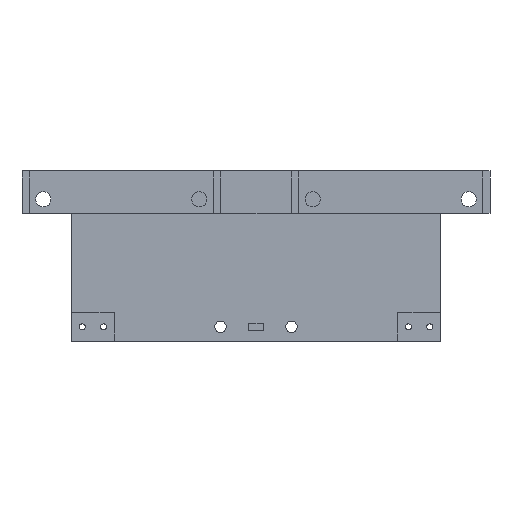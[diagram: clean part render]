
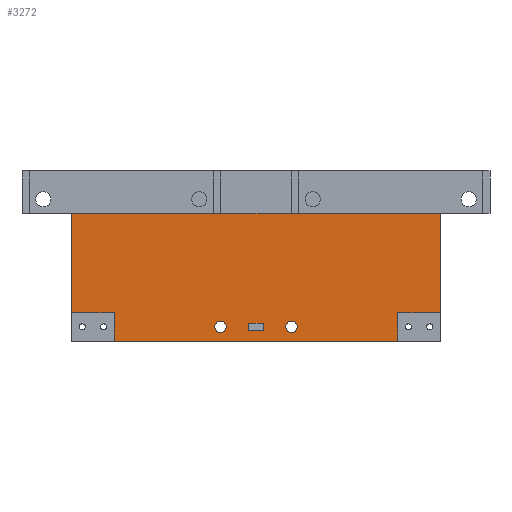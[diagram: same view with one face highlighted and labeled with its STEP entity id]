
A CAD part, front view. The second image highlights one B-rep face of the part: STEP entity #3272.
In plain terms, the highlighted planar face has unit normal (0, -1, 0).
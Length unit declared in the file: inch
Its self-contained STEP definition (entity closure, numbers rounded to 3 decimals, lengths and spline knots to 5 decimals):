
#8 = CIRCLE ( 'NONE', #2737, 0.1005 ) ;
#17 = CARTESIAN_POINT ( 'NONE',  ( 3.25, 4.125, -1.75 ) ) ;
#47 = ORIENTED_EDGE ( 'NONE', *, *, #2589, .T. ) ;
#58 = CARTESIAN_POINT ( 'NONE',  ( 3.25, 4.125, -2.25 ) ) ;
#165 = VECTOR ( 'NONE', #3236, 39.37008 ) ;
#191 = CARTESIAN_POINT ( 'NONE',  ( -2.5, 4.125, -1.75 ) ) ;
#221 = DIRECTION ( 'NONE',  ( 0., 1., 0. ) ) ;
#224 = VERTEX_POINT ( 'NONE', #17 ) ;
#236 = VECTOR ( 'NONE', #2450, 39.37008 ) ;
#251 = EDGE_CURVE ( 'NONE', #3027, #382, #3519, .T. ) ;
#258 = AXIS2_PLACEMENT_3D ( 'NONE', #2712, #3048, #527 ) ;
#298 = FACE_BOUND ( 'NONE', #3016, .T. ) ;
#308 = DIRECTION ( 'NONE',  ( -1., 0., 0. ) ) ;
#342 = ORIENTED_EDGE ( 'NONE', *, *, #3124, .T. ) ;
#381 = VECTOR ( 'NONE', #2738, 39.37008 ) ;
#382 = VERTEX_POINT ( 'NONE', #1726 ) ;
#402 = VERTEX_POINT ( 'NONE', #1831 ) ;
#441 = VERTEX_POINT ( 'NONE', #1562 ) ;
#527 = DIRECTION ( 'NONE',  ( 0., 0., 1. ) ) ;
#545 = EDGE_CURVE ( 'NONE', #2671, #224, #1048, .T. ) ;
#577 = CARTESIAN_POINT ( 'NONE',  ( -3.25, 4.125, -2.25 ) ) ;
#581 = DIRECTION ( 'NONE',  ( 0., 1., 0. ) ) ;
#617 = DIRECTION ( 'NONE',  ( 0., 0., 1. ) ) ;
#663 = VERTEX_POINT ( 'NONE', #3343 ) ;
#741 = EDGE_CURVE ( 'NONE', #402, #3027, #1754, .T. ) ;
#767 = CARTESIAN_POINT ( 'NONE',  ( -2.5, 4.125, -2.25 ) ) ;
#778 = DIRECTION ( 'NONE',  ( 0., 0., 1. ) ) ;
#852 = LINE ( 'NONE', #2024, #3012 ) ;
#911 = CARTESIAN_POINT ( 'NONE',  ( -3.25, 4.125, -1.75 ) ) ;
#937 = EDGE_LOOP ( 'NONE', ( #1061, #1068, #2610, #2606, #2471, #3026, #1034, #1749 ) ) ;
#972 = EDGE_CURVE ( 'NONE', #224, #441, #852, .T. ) ;
#1034 = ORIENTED_EDGE ( 'NONE', *, *, #251, .F. ) ;
#1048 = LINE ( 'NONE', #2484, #381 ) ;
#1061 = ORIENTED_EDGE ( 'NONE', *, *, #1168, .T. ) ;
#1068 = ORIENTED_EDGE ( 'NONE', *, *, #2478, .F. ) ;
#1076 = LINE ( 'NONE', #3587, #2167 ) ;
#1084 = CARTESIAN_POINT ( 'NONE',  ( 0.625, 4.125, -2.1005 ) ) ;
#1093 = DIRECTION ( 'NONE',  ( 0., 0., -1. ) ) ;
#1153 = FACE_OUTER_BOUND ( 'NONE', #937, .T. ) ;
#1168 = EDGE_CURVE ( 'NONE', #402, #2157, #3256, .T. ) ;
#1216 = CARTESIAN_POINT ( 'NONE',  ( -0.625, 4.125, -2. ) ) ;
#1277 = VERTEX_POINT ( 'NONE', #3517 ) ;
#1344 = LINE ( 'NONE', #2503, #1765 ) ;
#1434 = EDGE_CURVE ( 'NONE', #663, #1277, #1660, .T. ) ;
#1443 = EDGE_LOOP ( 'NONE', ( #47, #3009 ) ) ;
#1542 = CARTESIAN_POINT ( 'NONE',  ( 0.625, 4.125, -1.8995 ) ) ;
#1562 = CARTESIAN_POINT ( 'NONE',  ( 3.25, 4.125, 0. ) ) ;
#1621 = LINE ( 'NONE', #1920, #236 ) ;
#1660 = CIRCLE ( 'NONE', #258, 0.1005 ) ;
#1678 = CARTESIAN_POINT ( 'NONE',  ( 0.625, 4.125, -2. ) ) ;
#1682 = DIRECTION ( 'NONE',  ( -1., 0., 0. ) ) ;
#1726 = CARTESIAN_POINT ( 'NONE',  ( -3.25, 4.125, 0. ) ) ;
#1749 = ORIENTED_EDGE ( 'NONE', *, *, #741, .F. ) ;
#1754 = LINE ( 'NONE', #911, #3277 ) ;
#1765 = VECTOR ( 'NONE', #1682, 39.37008 ) ;
#1831 = CARTESIAN_POINT ( 'NONE',  ( -2.5, 4.125, -1.75 ) ) ;
#1847 = EDGE_CURVE ( 'NONE', #2671, #3037, #1076, .T. ) ;
#1920 = CARTESIAN_POINT ( 'NONE',  ( 3.25, 4.125, 0. ) ) ;
#1968 = VERTEX_POINT ( 'NONE', #1084 ) ;
#1978 = DIRECTION ( 'NONE',  ( 0., 0., 1. ) ) ;
#2021 = ORIENTED_EDGE ( 'NONE', *, *, #2744, .T. ) ;
#2024 = CARTESIAN_POINT ( 'NONE',  ( 3.25, 4.125, -2.25 ) ) ;
#2072 = CARTESIAN_POINT ( 'NONE',  ( -3.25, 4.125, -1.75 ) ) ;
#2143 = CARTESIAN_POINT ( 'NONE',  ( 2.5, 4.125, -1.75 ) ) ;
#2157 = VERTEX_POINT ( 'NONE', #767 ) ;
#2167 = VECTOR ( 'NONE', #1093, 39.37008 ) ;
#2270 = PLANE ( 'NONE',  #2633 ) ;
#2347 = VECTOR ( 'NONE', #1978, 39.37008 ) ;
#2450 = DIRECTION ( 'NONE',  ( -1., 0., 0. ) ) ;
#2453 = EDGE_CURVE ( 'NONE', #441, #382, #1621, .T. ) ;
#2456 = CIRCLE ( 'NONE', #2574, 0.1005 ) ;
#2471 = ORIENTED_EDGE ( 'NONE', *, *, #972, .T. ) ;
#2478 = EDGE_CURVE ( 'NONE', #3037, #2157, #1344, .T. ) ;
#2484 = CARTESIAN_POINT ( 'NONE',  ( 3.25, 4.125, -1.75 ) ) ;
#2494 = CARTESIAN_POINT ( 'NONE',  ( 0.625, 4.125, -2. ) ) ;
#2503 = CARTESIAN_POINT ( 'NONE',  ( 3.25, 4.125, -2.25 ) ) ;
#2522 = DIRECTION ( 'NONE',  ( 0., 0., 1. ) ) ;
#2574 = AXIS2_PLACEMENT_3D ( 'NONE', #2494, #221, #3536 ) ;
#2589 = EDGE_CURVE ( 'NONE', #1277, #663, #8, .T. ) ;
#2606 = ORIENTED_EDGE ( 'NONE', *, *, #545, .T. ) ;
#2610 = ORIENTED_EDGE ( 'NONE', *, *, #1847, .F. ) ;
#2633 = AXIS2_PLACEMENT_3D ( 'NONE', #58, #581, #3093 ) ;
#2657 = VERTEX_POINT ( 'NONE', #1542 ) ;
#2671 = VERTEX_POINT ( 'NONE', #2143 ) ;
#2712 = CARTESIAN_POINT ( 'NONE',  ( -0.625, 4.125, -2. ) ) ;
#2737 = AXIS2_PLACEMENT_3D ( 'NONE', #1216, #3105, #617 ) ;
#2738 = DIRECTION ( 'NONE',  ( 1., 0., 0. ) ) ;
#2744 = EDGE_CURVE ( 'NONE', #2657, #1968, #3505, .T. ) ;
#2773 = DIRECTION ( 'NONE',  ( 0., 1., 0. ) ) ;
#2803 = AXIS2_PLACEMENT_3D ( 'NONE', #1678, #2773, #778 ) ;
#3009 = ORIENTED_EDGE ( 'NONE', *, *, #1434, .T. ) ;
#3012 = VECTOR ( 'NONE', #2522, 39.37008 ) ;
#3016 = EDGE_LOOP ( 'NONE', ( #2021, #342 ) ) ;
#3026 = ORIENTED_EDGE ( 'NONE', *, *, #2453, .T. ) ;
#3027 = VERTEX_POINT ( 'NONE', #2072 ) ;
#3037 = VERTEX_POINT ( 'NONE', #3169 ) ;
#3048 = DIRECTION ( 'NONE',  ( 0., 1., 0. ) ) ;
#3093 = DIRECTION ( 'NONE',  ( 0., 0., 1. ) ) ;
#3105 = DIRECTION ( 'NONE',  ( 0., 1., 0. ) ) ;
#3124 = EDGE_CURVE ( 'NONE', #1968, #2657, #2456, .T. ) ;
#3169 = CARTESIAN_POINT ( 'NONE',  ( 2.5, 4.125, -2.25 ) ) ;
#3236 = DIRECTION ( 'NONE',  ( 0., 0., -1. ) ) ;
#3256 = LINE ( 'NONE', #191, #165 ) ;
#3272 = ADVANCED_FACE ( 'NONE', ( #298, #3335, #1153 ), #2270, .F. ) ;
#3277 = VECTOR ( 'NONE', #308, 39.37008 ) ;
#3335 = FACE_BOUND ( 'NONE', #1443, .T. ) ;
#3343 = CARTESIAN_POINT ( 'NONE',  ( -0.625, 4.125, -2.1005 ) ) ;
#3505 = CIRCLE ( 'NONE', #2803, 0.1005 ) ;
#3517 = CARTESIAN_POINT ( 'NONE',  ( -0.625, 4.125, -1.8995 ) ) ;
#3519 = LINE ( 'NONE', #577, #2347 ) ;
#3536 = DIRECTION ( 'NONE',  ( 0., 0., 1. ) ) ;
#3587 = CARTESIAN_POINT ( 'NONE',  ( 2.5, 4.125, -1.75 ) ) ;
